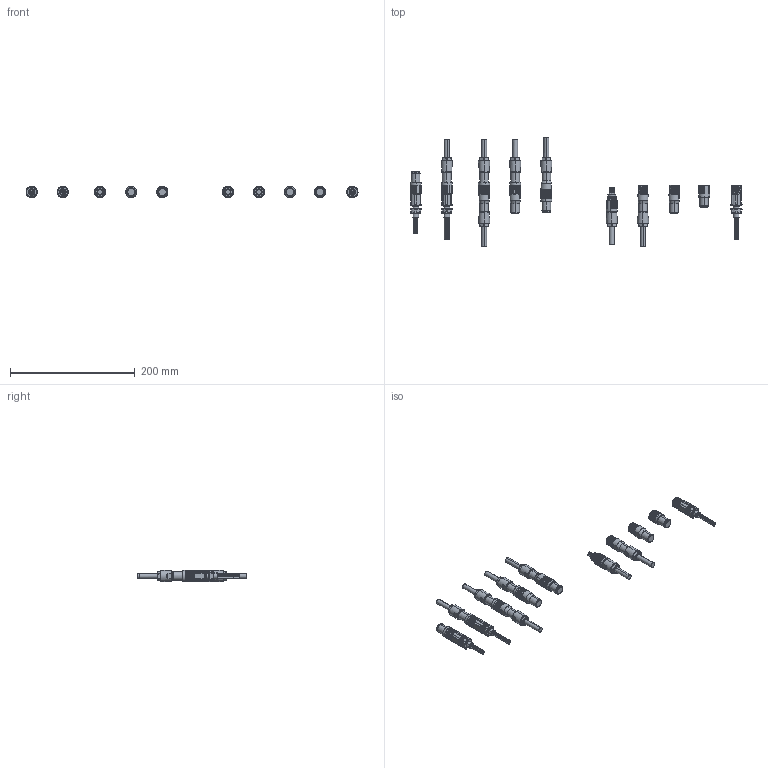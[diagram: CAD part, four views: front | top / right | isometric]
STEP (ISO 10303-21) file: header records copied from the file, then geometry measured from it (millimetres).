
FILE_DESCRIPTION (( 'STEP AP203' ), '1' );
FILE_NAME ('13030503-00.STEP', '2024-05-11T07:00:44', ( '' ), ( '' ), 'SwSTEP 2.0', 'SolidWorks 2022', '' );
FILE_SCHEMA (( 'CONFIG_CONTROL_DESIGN' ));
Products named in the file (1): 13030503-00
Bounding box: 533.17 x 175.9 x 18 mm (x, y, z)
Volume: 148039.7 mm3; surface area: 59635.9 mm2
Topology: 15 solids, 15 shells, 2154 faces, 5336 edges, 3309 vertices
Faces by surface type: plane 999, cylinder 565, cone 505, bspline 39, torus 34, sphere 12
Entity records: 74195 total; most frequent: CARTESIAN_POINT 23795, DIRECTION 10675, ORIENTED_EDGE 10624, EDGE_CURVE 5312, AXIS2_PLACEMENT_3D 4260, VERTEX_POINT 3297, EDGE_LOOP 2267, VECTOR 2155
